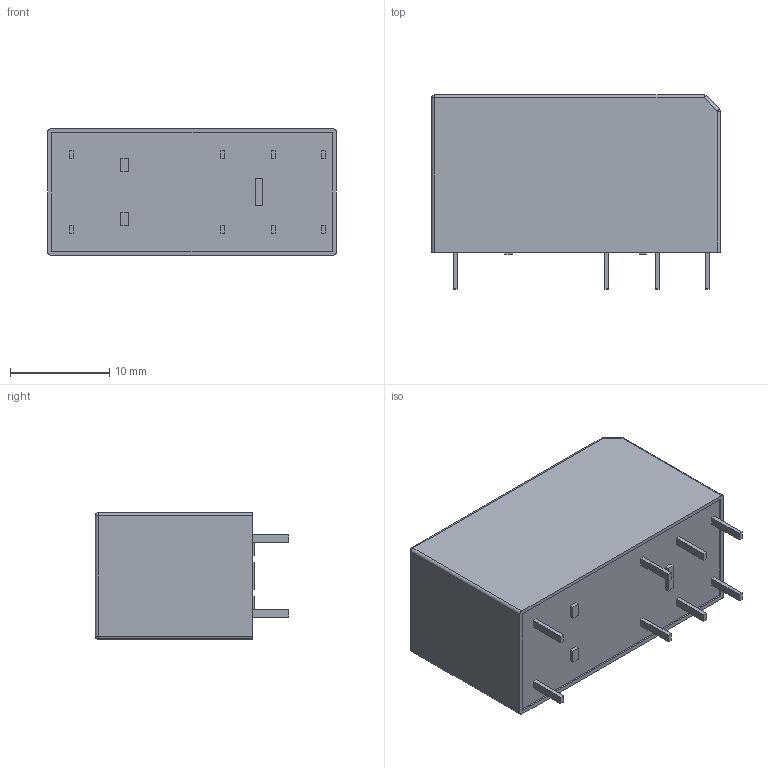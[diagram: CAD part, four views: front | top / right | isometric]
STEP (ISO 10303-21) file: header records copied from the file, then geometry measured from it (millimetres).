
FILE_DESCRIPTION (( 'STEP AP214' ), '1' );
FILE_NAME ('RZ03-1A4-D005.STEP', '2019-04-08T21:38:21', ( '' ), ( '' ), 'SwSTEP 2.0', 'SolidWorks 2017', '' );
FILE_SCHEMA (( 'AUTOMOTIVE_DESIGN' ));
Length unit declared in the file: millimetre
Products named in the file (1): RZ03-1A4-D005
Bounding box: 29 x 19.5 x 12.7 mm (x, y, z)
Volume: 5746.8 mm3; surface area: 2925.2 mm2
Topology: 10 solids, 10 shells, 98 faces, 208 edges, 130 vertices
Faces by surface type: plane 81, cylinder 11, sphere 6
Entity records: 2661 total; most frequent: CARTESIAN_POINT 433, DIRECTION 424, ORIENTED_EDGE 408, EDGE_CURVE 204, VECTOR 182, LINE 182, VERTEX_POINT 130, AXIS2_PLACEMENT_3D 121
